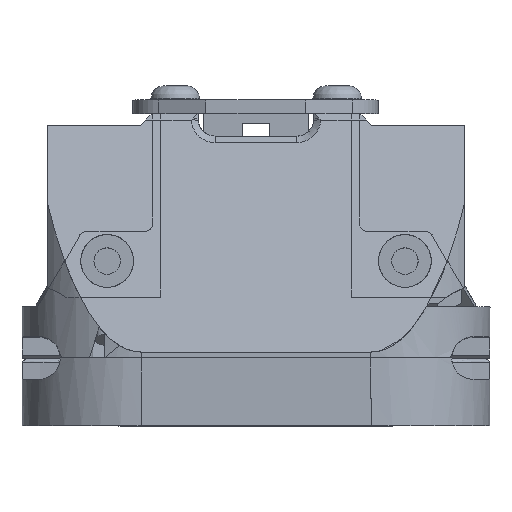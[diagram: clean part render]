
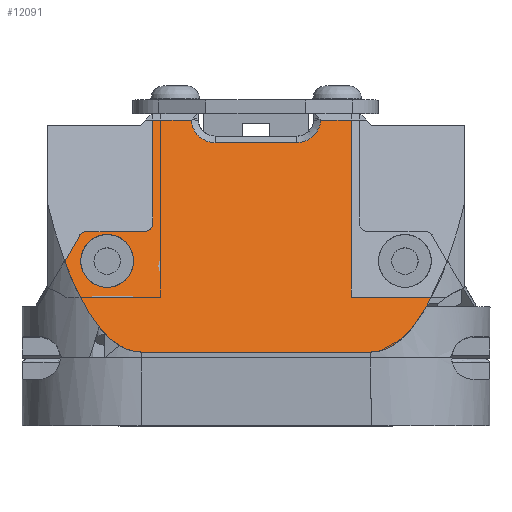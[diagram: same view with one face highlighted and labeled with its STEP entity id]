
A CAD part, top view. The second image highlights one B-rep face of the part: STEP entity #12091.
In plain terms, the highlighted face is planar.
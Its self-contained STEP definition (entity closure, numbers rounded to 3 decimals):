
#234=B_SPLINE_CURVE_WITH_KNOTS('',3,(#19017,#19018,#19019,#19020,#19021),
 .UNSPECIFIED.,.F.,.F.,(4,1,4),(0.,0.673,1.528),
 .UNSPECIFIED.);
#235=B_SPLINE_CURVE_WITH_KNOTS('',3,(#19025,#19026,#19027,#19028,#19029),
 .UNSPECIFIED.,.F.,.F.,(4,1,4),(-1.528,-0.898,0.),
 .UNSPECIFIED.);
#280=FACE_BOUND('',#1812,.T.);
#281=FACE_BOUND('',#1813,.T.);
#372=ELLIPSE('',#12986,1.046,1.);
#374=ELLIPSE('',#12990,1.046,1.);
#377=ELLIPSE('',#13000,47.885,14.);
#378=ELLIPSE('',#13001,47.885,14.);
#379=ELLIPSE('',#13002,3.242,3.1);
#380=ELLIPSE('',#13003,3.242,3.1);
#559=PLANE('',#12999);
#1115=FACE_OUTER_BOUND('',#1811,.T.);
#1811=EDGE_LOOP('',(#9387,#9388,#9389,#9390,#9391,#9392,#9393,#9394,#9395,
#9396,#9397,#9398,#9399,#9400,#9401,#9402,#9403,#9404));
#1812=EDGE_LOOP('',(#9405));
#1813=EDGE_LOOP('',(#9406));
#3084=LINE('',#18935,#4417);
#3094=LINE('',#18962,#4427);
#3098=LINE('',#18990,#4431);
#3103=LINE('',#19011,#4436);
#3104=LINE('',#19013,#4437);
#3105=LINE('',#19015,#4438);
#3106=LINE('',#19023,#4439);
#3107=LINE('',#19031,#4440);
#3108=LINE('',#19032,#4441);
#3109=LINE('',#19034,#4442);
#3110=LINE('',#19036,#4443);
#3111=LINE('',#19040,#4444);
#4417=VECTOR('',#14823,10.);
#4427=VECTOR('',#14843,10.);
#4431=VECTOR('',#14855,10.);
#4436=VECTOR('',#14864,10.);
#4437=VECTOR('',#14867,10.);
#4438=VECTOR('',#14868,10.);
#4439=VECTOR('',#14869,10.);
#4440=VECTOR('',#14870,10.);
#4441=VECTOR('',#14871,10.);
#4442=VECTOR('',#14872,10.);
#4443=VECTOR('',#14873,10.);
#4444=VECTOR('',#14876,10.);
#5709=VERTEX_POINT('',#18923);
#5710=VERTEX_POINT('',#18925);
#5713=VERTEX_POINT('',#18933);
#5716=VERTEX_POINT('',#18940);
#5717=VERTEX_POINT('',#18942);
#5725=VERTEX_POINT('',#18960);
#5732=VERTEX_POINT('',#18987);
#5733=VERTEX_POINT('',#18989);
#5738=VERTEX_POINT('',#19009);
#5739=VERTEX_POINT('',#19014);
#5740=VERTEX_POINT('',#19016);
#5741=VERTEX_POINT('',#19022);
#5742=VERTEX_POINT('',#19024);
#5743=VERTEX_POINT('',#19030);
#5744=VERTEX_POINT('',#19033);
#5745=VERTEX_POINT('',#19035);
#5746=VERTEX_POINT('',#19037);
#5747=VERTEX_POINT('',#19039);
#5748=VERTEX_POINT('',#19042);
#5749=VERTEX_POINT('',#19044);
#7057=EDGE_CURVE('',#5709,#5710,#372,.T.);
#7062=EDGE_CURVE('',#5709,#5713,#3084,.T.);
#7065=EDGE_CURVE('',#5716,#5717,#374,.T.);
#7075=EDGE_CURVE('',#5716,#5725,#3094,.T.);
#7082=EDGE_CURVE('',#5732,#5733,#3098,.T.);
#7089=EDGE_CURVE('',#5732,#5738,#3103,.T.);
#7090=EDGE_CURVE('',#5738,#5710,#3104,.T.);
#7091=EDGE_CURVE('',#5739,#5713,#3105,.T.);
#7092=EDGE_CURVE('',#5740,#5739,#234,.T.);
#7093=EDGE_CURVE('',#5741,#5740,#3106,.T.);
#7094=EDGE_CURVE('',#5742,#5741,#235,.T.);
#7095=EDGE_CURVE('',#5743,#5742,#3107,.T.);
#7096=EDGE_CURVE('',#5743,#5717,#3108,.T.);
#7097=EDGE_CURVE('',#5744,#5725,#3109,.T.);
#7098=EDGE_CURVE('',#5745,#5744,#3110,.T.);
#7099=EDGE_CURVE('',#5746,#5745,#377,.T.);
#7100=EDGE_CURVE('',#5747,#5746,#3111,.T.);
#7101=EDGE_CURVE('',#5733,#5747,#378,.T.);
#7102=EDGE_CURVE('',#5748,#5748,#379,.T.);
#7103=EDGE_CURVE('',#5749,#5749,#380,.T.);
#9387=ORIENTED_EDGE('',*,*,#7089,.T.);
#9388=ORIENTED_EDGE('',*,*,#7090,.T.);
#9389=ORIENTED_EDGE('',*,*,#7057,.F.);
#9390=ORIENTED_EDGE('',*,*,#7062,.T.);
#9391=ORIENTED_EDGE('',*,*,#7091,.F.);
#9392=ORIENTED_EDGE('',*,*,#7092,.F.);
#9393=ORIENTED_EDGE('',*,*,#7093,.F.);
#9394=ORIENTED_EDGE('',*,*,#7094,.F.);
#9395=ORIENTED_EDGE('',*,*,#7095,.F.);
#9396=ORIENTED_EDGE('',*,*,#7096,.T.);
#9397=ORIENTED_EDGE('',*,*,#7065,.F.);
#9398=ORIENTED_EDGE('',*,*,#7075,.T.);
#9399=ORIENTED_EDGE('',*,*,#7097,.F.);
#9400=ORIENTED_EDGE('',*,*,#7098,.F.);
#9401=ORIENTED_EDGE('',*,*,#7099,.F.);
#9402=ORIENTED_EDGE('',*,*,#7100,.F.);
#9403=ORIENTED_EDGE('',*,*,#7101,.F.);
#9404=ORIENTED_EDGE('',*,*,#7082,.F.);
#9405=ORIENTED_EDGE('',*,*,#7102,.T.);
#9406=ORIENTED_EDGE('',*,*,#7103,.T.);
#12091=ADVANCED_FACE('',(#1115,#280,#281),#559,.F.);
#12986=AXIS2_PLACEMENT_3D('',#18926,#14815,#14816);
#12990=AXIS2_PLACEMENT_3D('',#18943,#14829,#14830);
#12999=AXIS2_PLACEMENT_3D('',#19012,#14865,#14866);
#13000=AXIS2_PLACEMENT_3D('',#19038,#14874,#14875);
#13001=AXIS2_PLACEMENT_3D('',#19041,#14877,#14878);
#13002=AXIS2_PLACEMENT_3D('',#19043,#14879,#14880);
#13003=AXIS2_PLACEMENT_3D('',#19045,#14881,#14882);
#14815=DIRECTION('center_axis',(0.,-0.956,
0.292));
#14816=DIRECTION('ref_axis',(0.,-0.292,-0.956));
#14823=DIRECTION('',(0.,0.292,0.956));
#14829=DIRECTION('center_axis',(0.,-0.956,
0.292));
#14830=DIRECTION('ref_axis',(0.,-0.292,-0.956));
#14843=DIRECTION('',(-1.,0.,0.));
#14855=DIRECTION('',(0.48,-0.257,-0.839));
#14864=DIRECTION('',(-0.855,0.152,0.496));
#14865=DIRECTION('center_axis',(0.,0.956,
-0.292));
#14866=DIRECTION('ref_axis',(-1.,0.,0.));
#14867=DIRECTION('',(-1.,0.,0.));
#14868=DIRECTION('',(1.,0.,0.));
#14869=DIRECTION('',(1.,0.,0.));
#14870=DIRECTION('',(1.,0.,0.));
#14871=DIRECTION('',(0.,-0.292,-0.956));
#14872=DIRECTION('',(0.855,0.152,0.496));
#14873=DIRECTION('',(0.48,0.257,0.839));
#14874=DIRECTION('center_axis',(0.,0.956,
-0.292));
#14875=DIRECTION('ref_axis',(0.,-0.292,-0.956));
#14876=DIRECTION('',(-1.,0.,0.));
#14877=DIRECTION('center_axis',(0.,0.956,
-0.292));
#14878=DIRECTION('ref_axis',(0.,-0.292,-0.956));
#14879=DIRECTION('center_axis',(0.,0.956,
-0.292));
#14880=DIRECTION('ref_axis',(0.,-0.292,-0.956));
#14881=DIRECTION('center_axis',(0.,0.956,
-0.292));
#14882=DIRECTION('ref_axis',(0.,0.292,0.956));
#18923=CARTESIAN_POINT('',(12.14,-142.222,86.526));
#18925=CARTESIAN_POINT('',(13.14,-142.528,85.526));
#18926=CARTESIAN_POINT('Origin',(13.14,-142.222,86.526));
#18933=CARTESIAN_POINT('',(12.14,-138.519,98.637));
#18935=CARTESIAN_POINT('',(12.14,-139.69,94.807));
#18940=CARTESIAN_POINT('',(-13.14,-142.528,85.526));
#18942=CARTESIAN_POINT('',(-12.14,-142.222,86.526));
#18943=CARTESIAN_POINT('Origin',(-13.14,-142.222,86.526));
#18960=CARTESIAN_POINT('',(-20.107,-142.528,85.526));
#18962=CARTESIAN_POINT('',(8.599,-142.528,85.526));
#18987=CARTESIAN_POINT('',(20.61,-142.617,85.234));
#18989=CARTESIAN_POINT('',(22.465,-143.61,81.987));
#18990=CARTESIAN_POINT('',(13.783,-138.965,97.18));
#19009=CARTESIAN_POINT('',(20.106,-142.528,85.526));
#19011=CARTESIAN_POINT('',(8.695,-140.503,92.148));
#19012=CARTESIAN_POINT('Origin',(-0.003,-139.951,
93.955));
#19013=CARTESIAN_POINT('',(8.599,-142.528,85.526));
#19014=CARTESIAN_POINT('',(7.61,-138.519,98.637));
#19015=CARTESIAN_POINT('',(-0.001,-138.519,98.637));
#19016=CARTESIAN_POINT('',(4.812,-139.329,95.988));
#19017=CARTESIAN_POINT('Ctrl Pts',(4.812,-139.329,95.988));
#19018=CARTESIAN_POINT('Ctrl Pts',(5.449,-139.329,95.988));
#19019=CARTESIAN_POINT('Ctrl Pts',(6.89,-139.173,96.498));
#19020=CARTESIAN_POINT('Ctrl Pts',(7.575,-138.757,97.86));
#19021=CARTESIAN_POINT('Ctrl Pts',(7.609,-138.519,98.637));
#19022=CARTESIAN_POINT('',(-4.812,-139.329,95.988));
#19023=CARTESIAN_POINT('',(-5.294,-139.329,95.988));
#19024=CARTESIAN_POINT('',(-7.61,-138.519,98.637));
#19025=CARTESIAN_POINT('Ctrl Pts',(-7.61,-138.519,
98.637));
#19026=CARTESIAN_POINT('Ctrl Pts',(-7.585,-138.695,
98.063));
#19027=CARTESIAN_POINT('Ctrl Pts',(-7.079,-139.116,96.685));
#19028=CARTESIAN_POINT('Ctrl Pts',(-5.661,-139.329,
95.988));
#19029=CARTESIAN_POINT('Ctrl Pts',(-4.812,-139.329,
95.988));
#19030=CARTESIAN_POINT('',(-12.14,-138.519,98.637));
#19031=CARTESIAN_POINT('',(-0.001,-138.519,98.637));
#19032=CARTESIAN_POINT('',(-12.14,-139.69,94.807));
#19033=CARTESIAN_POINT('',(-20.618,-142.618,85.229));
#19034=CARTESIAN_POINT('',(-8.698,-140.503,92.147));
#19035=CARTESIAN_POINT('',(-22.471,-143.61,81.987));
#19036=CARTESIAN_POINT('',(-13.789,-138.965,97.18));
#19037=CARTESIAN_POINT('',(-13.503,-146.859,71.359));
#19038=CARTESIAN_POINT('Origin',(-13.503,-132.859,117.152));
#19039=CARTESIAN_POINT('',(13.497,-146.859,71.359));
#19040=CARTESIAN_POINT('',(-6.753,-146.859,71.359));
#19041=CARTESIAN_POINT('Origin',(13.497,-132.859,117.152));
#19042=CARTESIAN_POINT('',(-14.4,-143.583,82.076));
#19043=CARTESIAN_POINT('Origin',(-17.5,-143.583,82.076));
#19044=CARTESIAN_POINT('',(14.4,-143.583,82.076));
#19045=CARTESIAN_POINT('Origin',(17.5,-143.583,82.076));
